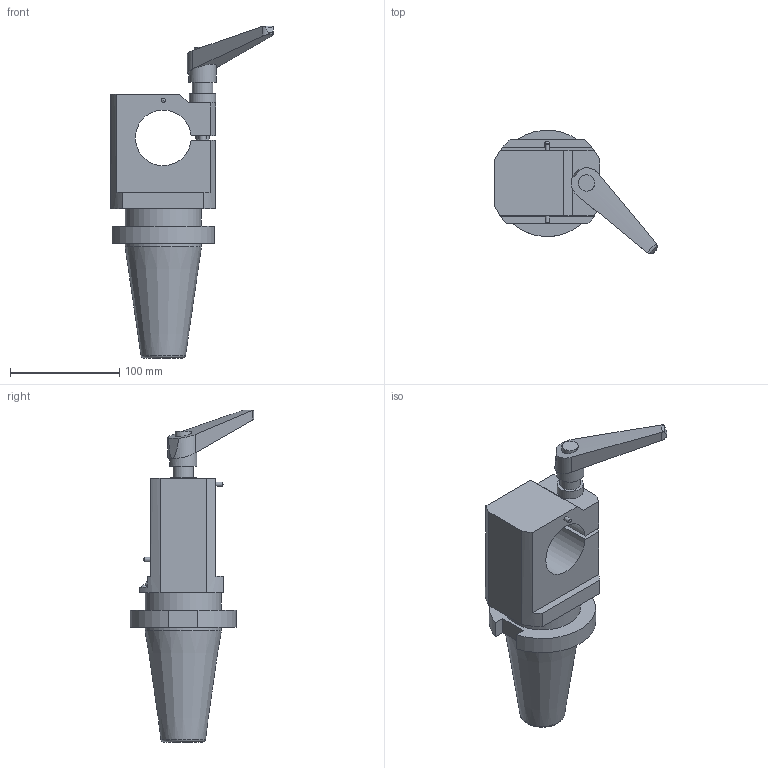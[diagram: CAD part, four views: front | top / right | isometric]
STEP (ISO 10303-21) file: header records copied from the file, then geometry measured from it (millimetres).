
FILE_DESCRIPTION(/* description */ (''),/* implementation_level */ '2;1');
FILE_NAME(/* name */ '10001006693nxv000_00_214.stp',/* time_stamp */ '2022-03-02T07:46:16+01:00',/* author */ (''),/* organization */ (''),/* preprocessor_version */ 'ST-DEVELOPER v16.7',/* originating_system */ 'SIEMENS PLM Software NX 12.0',/* authorisation */ '');
FILE_SCHEMA (('AUTOMOTIVE_DESIGN { 1 0 10303 214 3 1 1 1 }'));
Length unit declared in the file: millimetre
Products named in the file (1): 10001006693nxv000_00
Bounding box: 148.67 x 113.28 x 304.25 mm (x, y, z)
Volume: 942451.6 mm3; surface area: 92336.2 mm2
Topology: 1 solids, 1 shells, 67 faces, 176 edges, 118 vertices
Faces by surface type: plane 31, cylinder 24, cone 5, sphere 4, torus 3
Full cylindrical faces by diameter (mm): 4 x2, 7 x2, 12 x1, 15 x1, 19 x1, 24 x1, 25 x1, 69.85 x1, 70 x1
Entity records: 2262 total; most frequent: CARTESIAN_POINT 513, DIRECTION 317, ORIENTED_EDGE 296, EDGE_CURVE 148, AXIS2_PLACEMENT_3D 123, VERTEX_POINT 107, EDGE_LOOP 99, LINE 71
